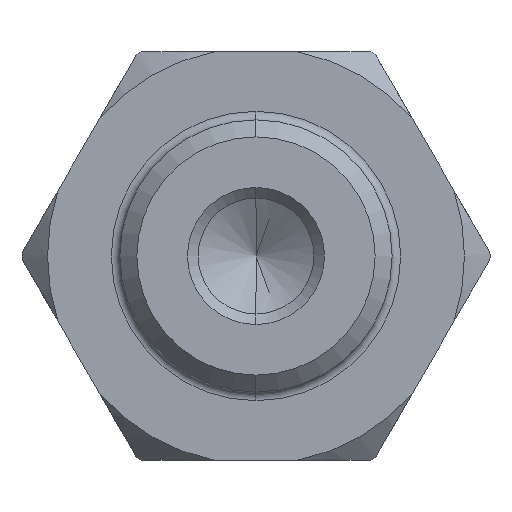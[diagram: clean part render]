
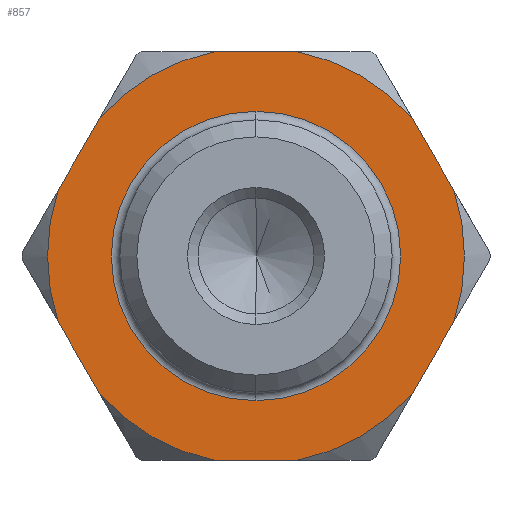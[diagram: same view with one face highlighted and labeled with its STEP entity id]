
A CAD part, left-side view. The second image highlights one B-rep face of the part: STEP entity #857.
In plain terms, the highlighted planar face has unit normal (-1, 0, 0).
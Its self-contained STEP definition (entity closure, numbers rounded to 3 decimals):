
#4 = DIRECTION ( 'NONE',  ( -1., 0., 0. ) ) ;
#8 = EDGE_LOOP ( 'NONE', ( #923, #200 ) ) ;
#11 = ORIENTED_EDGE ( 'NONE', *, *, #880, .T. ) ;
#16 = CARTESIAN_POINT ( 'NONE',  ( -162., 0., 0. ) ) ;
#24 = VERTEX_POINT ( 'NONE', #1608 ) ;
#33 = EDGE_CURVE ( 'NONE', #698, #723, #860, .T. ) ;
#40 = DIRECTION ( 'NONE',  ( 0., 0., -1. ) ) ;
#45 = ORIENTED_EDGE ( 'NONE', *, *, #1484, .T. ) ;
#60 = LINE ( 'NONE', #872, #1594 ) ;
#67 = CARTESIAN_POINT ( 'NONE',  ( -162., -6.928, 12. ) ) ;
#82 = ORIENTED_EDGE ( 'NONE', *, *, #1084, .T. ) ;
#106 = LINE ( 'NONE', #202, #1034 ) ;
#164 = DIRECTION ( 'NONE',  ( 0., 0.5, -0.866 ) ) ;
#187 = CARTESIAN_POINT ( 'NONE',  ( -162., 9.161, 8.132 ) ) ;
#188 = DIRECTION ( 'NONE',  ( 0., -1., 0. ) ) ;
#200 = ORIENTED_EDGE ( 'NONE', *, *, #1020, .T. ) ;
#202 = CARTESIAN_POINT ( 'NONE',  ( -162., 6.928, -12. ) ) ;
#213 = EDGE_CURVE ( 'NONE', #522, #556, #997, .T. ) ;
#233 = CARTESIAN_POINT ( 'NONE',  ( -162., -13.856, 0. ) ) ;
#252 = AXIS2_PLACEMENT_3D ( 'NONE', #1111, #1052, #1036 ) ;
#257 = DIRECTION ( 'NONE',  ( 0., 0., -1. ) ) ;
#259 = CARTESIAN_POINT ( 'NONE',  ( -162., -2.462, -12. ) ) ;
#268 = CARTESIAN_POINT ( 'NONE',  ( -162., 6.928, 12. ) ) ;
#270 = DIRECTION ( 'NONE',  ( -1., 0., 0. ) ) ;
#271 = EDGE_CURVE ( 'NONE', #1050, #1039, #1288, .T. ) ;
#286 = EDGE_CURVE ( 'NONE', #747, #1050, #1249, .T. ) ;
#329 = ORIENTED_EDGE ( 'NONE', *, *, #286, .T. ) ;
#332 = VECTOR ( 'NONE', #353, 1000. ) ;
#334 = DIRECTION ( 'NONE',  ( 1., 0., 0. ) ) ;
#335 = VERTEX_POINT ( 'NONE', #949 ) ;
#342 = EDGE_CURVE ( 'NONE', #24, #1290, #795, .T. ) ;
#353 = DIRECTION ( 'NONE',  ( 0., -0.5, 0.866 ) ) ;
#361 = CARTESIAN_POINT ( 'NONE',  ( -162., -6.928, -12. ) ) ;
#377 = CARTESIAN_POINT ( 'NONE',  ( -162., 13.75, 0. ) ) ;
#436 = ORIENTED_EDGE ( 'NONE', *, *, #767, .T. ) ;
#450 = CARTESIAN_POINT ( 'NONE',  ( -162., 11.623, 3.868 ) ) ;
#458 = AXIS2_PLACEMENT_3D ( 'NONE', #1471, #1464, #1459 ) ;
#470 = DIRECTION ( 'NONE',  ( 0., 0., -1. ) ) ;
#472 = VECTOR ( 'NONE', #693, 1000. ) ;
#476 = DIRECTION ( 'NONE',  ( -1., 0., 0. ) ) ;
#484 = CARTESIAN_POINT ( 'NONE',  ( -162., 0., 0. ) ) ;
#495 = AXIS2_PLACEMENT_3D ( 'NONE', #1348, #733, #586 ) ;
#496 = CIRCLE ( 'NONE', #458, 12.25 ) ;
#502 = VECTOR ( 'NONE', #1625, 1000. ) ;
#522 = VERTEX_POINT ( 'NONE', #730 ) ;
#553 = DIRECTION ( 'NONE',  ( 0., 0., -1. ) ) ;
#556 = VERTEX_POINT ( 'NONE', #583 ) ;
#557 = DIRECTION ( 'NONE',  ( 0., 0., -1. ) ) ;
#560 = EDGE_CURVE ( 'NONE', #723, #797, #1267, .T. ) ;
#583 = CARTESIAN_POINT ( 'NONE',  ( -162., -11.623, -3.868 ) ) ;
#586 = DIRECTION ( 'NONE',  ( 0., 0., -1. ) ) ;
#590 = AXIS2_PLACEMENT_3D ( 'NONE', #16, #4, #40 ) ;
#592 = CARTESIAN_POINT ( 'NONE',  ( -162., 2.462, -12. ) ) ;
#626 = CARTESIAN_POINT ( 'NONE',  ( -162., 0., 0. ) ) ;
#646 = ORIENTED_EDGE ( 'NONE', *, *, #560, .T. ) ;
#653 = CARTESIAN_POINT ( 'NONE',  ( -162., -11.623, 3.868 ) ) ;
#693 = DIRECTION ( 'NONE',  ( 0., 1., 0. ) ) ;
#698 = VERTEX_POINT ( 'NONE', #653 ) ;
#713 = EDGE_LOOP ( 'NONE', ( #1021, #646, #82, #329, #1221, #1273, #45, #858, #11, #950, #1073, #436 ) ) ;
#723 = VERTEX_POINT ( 'NONE', #1592 ) ;
#730 = CARTESIAN_POINT ( 'NONE',  ( -162., -9.161, -8.132 ) ) ;
#733 = DIRECTION ( 'NONE',  ( 1., 0., 0. ) ) ;
#735 = FACE_BOUND ( 'NONE', #8, .T. ) ;
#742 = PLANE ( 'NONE',  #1210 ) ;
#747 = VERTEX_POINT ( 'NONE', #1244 ) ;
#767 = EDGE_CURVE ( 'NONE', #556, #698, #848, .T. ) ;
#795 = CIRCLE ( 'NONE', #1112, 12.25 ) ;
#797 = VERTEX_POINT ( 'NONE', #913 ) ;
#823 = AXIS2_PLACEMENT_3D ( 'NONE', #484, #476, #470 ) ;
#848 = CIRCLE ( 'NONE', #252, 12.25 ) ;
#851 = DIRECTION ( 'NONE',  ( 0., -0.5, -0.866 ) ) ;
#857 = ADVANCED_FACE ( 'NONE', ( #735, #1104 ), #742, .F. ) ;
#858 = ORIENTED_EDGE ( 'NONE', *, *, #342, .T. ) ;
#860 = LINE ( 'NONE', #233, #502 ) ;
#872 = CARTESIAN_POINT ( 'NONE',  ( -162., 13.856, 0. ) ) ;
#880 = EDGE_CURVE ( 'NONE', #1290, #1164, #106, .T. ) ;
#907 = EDGE_CURVE ( 'NONE', #1039, #335, #1068, .T. ) ;
#913 = CARTESIAN_POINT ( 'NONE',  ( -162., -2.462, 12. ) ) ;
#915 = VECTOR ( 'NONE', #164, 1000. ) ;
#923 = ORIENTED_EDGE ( 'NONE', *, *, #1193, .T. ) ;
#949 = CARTESIAN_POINT ( 'NONE',  ( -162., 11.623, -3.868 ) ) ;
#950 = ORIENTED_EDGE ( 'NONE', *, *, #1378, .T. ) ;
#997 = LINE ( 'NONE', #361, #332 ) ;
#1007 = CARTESIAN_POINT ( 'NONE',  ( -162., 0., 8.5 ) ) ;
#1020 = EDGE_CURVE ( 'NONE', #1268, #1437, #1526, .T. ) ;
#1021 = ORIENTED_EDGE ( 'NONE', *, *, #33, .T. ) ;
#1034 = VECTOR ( 'NONE', #188, 1000. ) ;
#1036 = DIRECTION ( 'NONE',  ( 0., 0., -1. ) ) ;
#1039 = VERTEX_POINT ( 'NONE', #450 ) ;
#1050 = VERTEX_POINT ( 'NONE', #187 ) ;
#1052 = DIRECTION ( 'NONE',  ( -1., 0., 0. ) ) ;
#1053 = CIRCLE ( 'NONE', #1180, 8.5 ) ;
#1068 = CIRCLE ( 'NONE', #1455, 12.25 ) ;
#1073 = ORIENTED_EDGE ( 'NONE', *, *, #213, .T. ) ;
#1084 = EDGE_CURVE ( 'NONE', #797, #747, #1161, .T. ) ;
#1104 = FACE_OUTER_BOUND ( 'NONE', #713, .T. ) ;
#1111 = CARTESIAN_POINT ( 'NONE',  ( -162., 0., 0. ) ) ;
#1112 = AXIS2_PLACEMENT_3D ( 'NONE', #626, #1208, #557 ) ;
#1161 = LINE ( 'NONE', #67, #472 ) ;
#1164 = VERTEX_POINT ( 'NONE', #259 ) ;
#1180 = AXIS2_PLACEMENT_3D ( 'NONE', #1483, #1364, #1514 ) ;
#1190 = CARTESIAN_POINT ( 'NONE',  ( -162., 0., 0. ) ) ;
#1193 = EDGE_CURVE ( 'NONE', #1437, #1268, #1053, .T. ) ;
#1208 = DIRECTION ( 'NONE',  ( -1., 0., 0. ) ) ;
#1210 = AXIS2_PLACEMENT_3D ( 'NONE', #377, #334, #257 ) ;
#1221 = ORIENTED_EDGE ( 'NONE', *, *, #271, .T. ) ;
#1244 = CARTESIAN_POINT ( 'NONE',  ( -162., 2.462, 12. ) ) ;
#1249 = CIRCLE ( 'NONE', #590, 12.25 ) ;
#1257 = CARTESIAN_POINT ( 'NONE',  ( -162., 0., -8.5 ) ) ;
#1267 = CIRCLE ( 'NONE', #823, 12.25 ) ;
#1268 = VERTEX_POINT ( 'NONE', #1007 ) ;
#1273 = ORIENTED_EDGE ( 'NONE', *, *, #907, .T. ) ;
#1288 = LINE ( 'NONE', #268, #915 ) ;
#1290 = VERTEX_POINT ( 'NONE', #592 ) ;
#1348 = CARTESIAN_POINT ( 'NONE',  ( -162., 0., 0. ) ) ;
#1364 = DIRECTION ( 'NONE',  ( 1., 0., 0. ) ) ;
#1378 = EDGE_CURVE ( 'NONE', #1164, #522, #496, .T. ) ;
#1437 = VERTEX_POINT ( 'NONE', #1257 ) ;
#1455 = AXIS2_PLACEMENT_3D ( 'NONE', #1190, #270, #553 ) ;
#1459 = DIRECTION ( 'NONE',  ( 0., 0., -1. ) ) ;
#1464 = DIRECTION ( 'NONE',  ( -1., 0., 0. ) ) ;
#1471 = CARTESIAN_POINT ( 'NONE',  ( -162., 0., 0. ) ) ;
#1483 = CARTESIAN_POINT ( 'NONE',  ( -162., 0., 0. ) ) ;
#1484 = EDGE_CURVE ( 'NONE', #335, #24, #60, .T. ) ;
#1514 = DIRECTION ( 'NONE',  ( 0., 0., -1. ) ) ;
#1526 = CIRCLE ( 'NONE', #495, 8.5 ) ;
#1592 = CARTESIAN_POINT ( 'NONE',  ( -162., -9.161, 8.132 ) ) ;
#1594 = VECTOR ( 'NONE', #851, 1000. ) ;
#1608 = CARTESIAN_POINT ( 'NONE',  ( -162., 9.161, -8.132 ) ) ;
#1625 = DIRECTION ( 'NONE',  ( 0., 0.5, 0.866 ) ) ;
